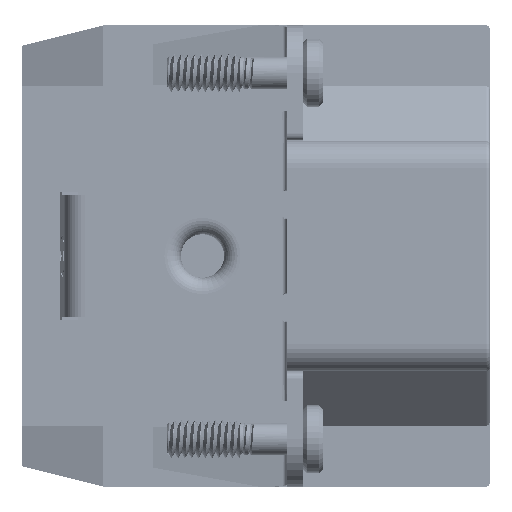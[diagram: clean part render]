
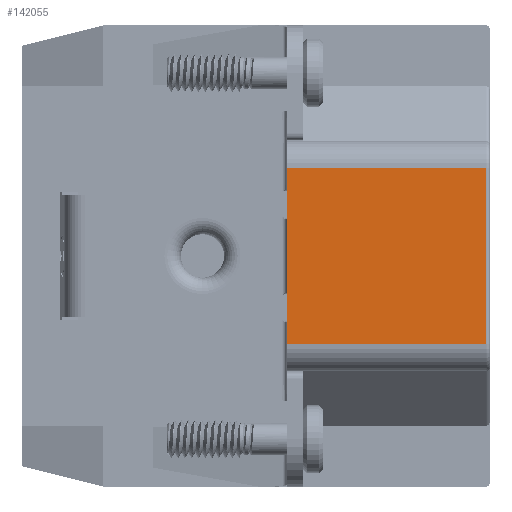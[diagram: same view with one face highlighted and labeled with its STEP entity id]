
A CAD part, front view. The second image highlights one B-rep face of the part: STEP entity #142055.
In plain terms, the highlighted planar face has unit normal (0, -1, 0).
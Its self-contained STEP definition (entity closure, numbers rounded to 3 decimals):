
#11413=DIRECTION('',(1.,0.,0.));
#11414=VECTOR('',#11413,14.7);
#11415=CARTESIAN_POINT('',(-15.,-55.5,-6.5));
#11416=LINE('',#11415,#11414);
#11444=DIRECTION('',(0.,0.,1.));
#11445=VECTOR('',#11444,13.);
#11446=CARTESIAN_POINT('',(-0.3,-55.5,-6.5));
#11447=LINE('',#11446,#11445);
#11448=DIRECTION('',(0.,0.,1.));
#11449=VECTOR('',#11448,13.);
#11450=CARTESIAN_POINT('',(-15.,-55.5,-6.5));
#11451=LINE('',#11450,#11449);
#11452=DIRECTION('',(-1.,0.,0.));
#11453=VECTOR('',#11452,14.7);
#11454=CARTESIAN_POINT('',(-0.3,-55.5,6.5));
#11455=LINE('',#11454,#11453);
#106790=CARTESIAN_POINT('',(-0.3,-55.5,6.5));
#106791=VERTEX_POINT('',#106790);
#106792=CARTESIAN_POINT('',(-0.3,-55.5,-6.5));
#106793=VERTEX_POINT('',#106792);
#106808=CARTESIAN_POINT('',(-15.,-55.5,-6.5));
#106809=CARTESIAN_POINT('',(-15.,-55.5,6.5));
#106810=VERTEX_POINT('',#106808);
#106811=VERTEX_POINT('',#106809);
#142043=CARTESIAN_POINT('',(0.,-55.5,6.5));
#142044=DIRECTION('',(0.,-1.,0.));
#142045=DIRECTION('',(0.,0.,-1.));
#142046=AXIS2_PLACEMENT_3D('',#142043,#142044,#142045);
#142047=PLANE('',#142046);
#142048=ORIENTED_EDGE('',*,*,#142036,.F.);
#142049=ORIENTED_EDGE('',*,*,#141998,.F.);
#142050=ORIENTED_EDGE('',*,*,#131903,.T.);
#142052=ORIENTED_EDGE('',*,*,#142051,.F.);
#142053=EDGE_LOOP('',(#142048,#142049,#142050,#142052));
#142054=FACE_OUTER_BOUND('',#142053,.F.);
#142055=ADVANCED_FACE('',(#142054),#142047,.T.);
#131903=EDGE_CURVE('',#106810,#106811,#11451,.T.);
#141998=EDGE_CURVE('',#106810,#106793,#11416,.T.);
#142036=EDGE_CURVE('',#106793,#106791,#11447,.T.);
#142051=EDGE_CURVE('',#106791,#106811,#11455,.T.);
